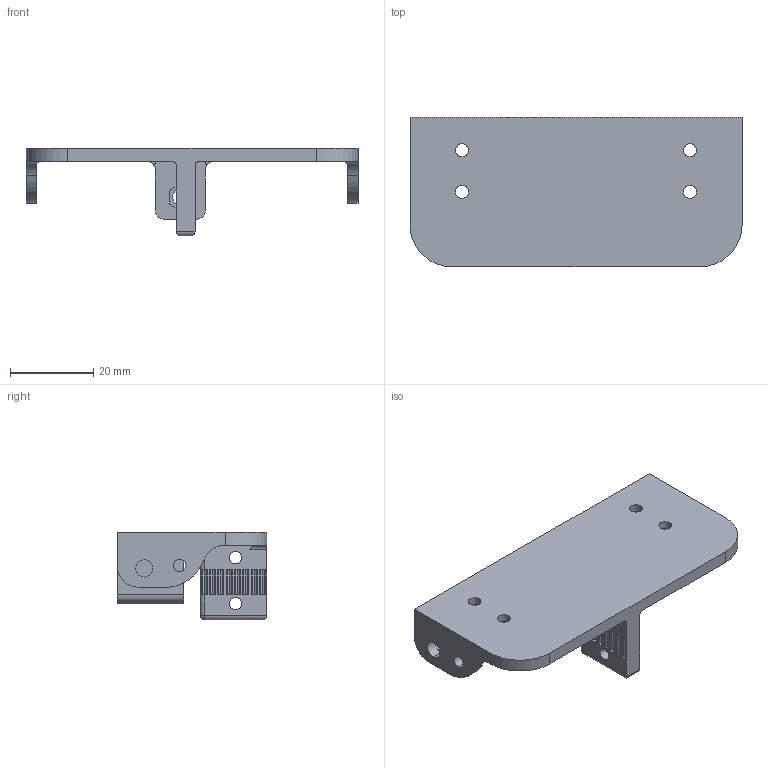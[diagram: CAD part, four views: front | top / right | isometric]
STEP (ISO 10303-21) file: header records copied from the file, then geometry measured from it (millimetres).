
FILE_DESCRIPTION (( 'STEP AP203' ), '1' );
FILE_NAME ('CB-002-011-Belt Back Plate.STEP', '2023-07-16T16:29:44', ( '' ), ( '' ), 'SwSTEP 2.0', 'SolidWorks 2023', '' );
FILE_SCHEMA (( 'CONFIG_CONTROL_DESIGN' ));
Length unit declared in the file: millimetre
Products named in the file (1): CB-002-011-Belt Back Plate
Bounding box: 79.7 x 35.88 x 21 mm (x, y, z)
Volume: 10533.7 mm3; surface area: 9389.3 mm2
Topology: 1 solids, 1 shells, 184 faces, 500 edges, 321 vertices
Faces by surface type: cylinder 106, plane 62, bspline 10, torus 4, sphere 2
Entity records: 6213 total; most frequent: CARTESIAN_POINT 1433, DIRECTION 1005, ORIENTED_EDGE 984, EDGE_CURVE 492, AXIS2_PLACEMENT_3D 373, VERTEX_POINT 321, LINE 259, VECTOR 259
